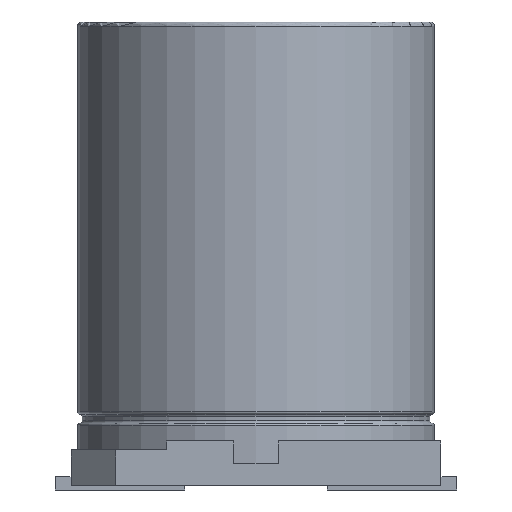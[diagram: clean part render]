
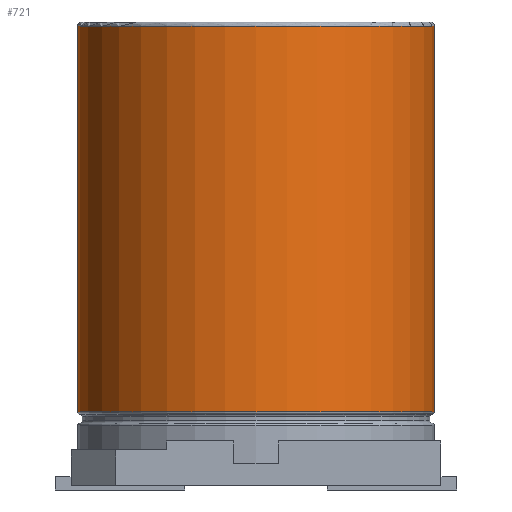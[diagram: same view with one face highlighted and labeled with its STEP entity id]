
A CAD part, front view. The second image highlights one B-rep face of the part: STEP entity #721.
In plain terms, the highlighted cylindrical face has radius 4 mm (diameter 8 mm), a partial arc.
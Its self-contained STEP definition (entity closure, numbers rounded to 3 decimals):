
#62 = EDGE_CURVE ( 'NONE', #76, #241, #1026, .T. ) ;
#70 = VERTEX_POINT ( 'NONE', #1031 ) ;
#72 = EDGE_CURVE ( 'NONE', #70, #182, #1039, .T. ) ;
#76 = VERTEX_POINT ( 'NONE', #1043 ) ;
#182 = VERTEX_POINT ( 'NONE', #1338 ) ;
#241 = VERTEX_POINT ( 'NONE', #1425 ) ;
#617 = ORIENTED_EDGE ( 'NONE', *, *, #72, .F. ) ;
#618 = ORIENTED_EDGE ( 'NONE', *, *, #716, .T. ) ;
#619 = ORIENTED_EDGE ( 'NONE', *, *, #62, .T. ) ;
#620 = ORIENTED_EDGE ( 'NONE', *, *, #621, .T. ) ;
#621 = EDGE_CURVE ( 'NONE', #241, #182, #2314, .T. ) ;
#716 = EDGE_CURVE ( 'NONE', #70, #76, #2602, .T. ) ;
#721 = ADVANCED_FACE ( 'NONE', ( #2558 ), #2583, .T. ) ;
#722 = EDGE_LOOP ( 'NONE', ( #617, #618, #619, #620 ) ) ;
#1019 = DIRECTION ( 'NONE',  ( 0., 0., -1. ) ) ;
#1020 = VECTOR ( 'NONE', #1019, 1000. ) ;
#1023 = DIRECTION ( 'NONE',  ( 0., 0., -1. ) ) ;
#1024 = VECTOR ( 'NONE', #1023, 1000. ) ;
#1025 = CARTESIAN_POINT ( 'NONE',  ( -4., 0., 32.314 ) ) ;
#1026 = LINE ( 'NONE', #1025, #1020 ) ;
#1031 = CARTESIAN_POINT ( 'NONE',  ( 4., 0., 10.4 ) ) ;
#1038 = CARTESIAN_POINT ( 'NONE',  ( 4., 0., 32.314 ) ) ;
#1039 = LINE ( 'NONE', #1038, #1024 ) ;
#1043 = CARTESIAN_POINT ( 'NONE',  ( -4., 0., 10.4 ) ) ;
#1338 = CARTESIAN_POINT ( 'NONE',  ( 4., 0., 1.75 ) ) ;
#1425 = CARTESIAN_POINT ( 'NONE',  ( -4., 0., 1.75 ) ) ;
#2314 = CIRCLE ( 'NONE', #2327, 4. ) ;
#2324 = DIRECTION ( 'NONE',  ( 1., 0., 0. ) ) ;
#2325 = DIRECTION ( 'NONE',  ( 0., 0., 1. ) ) ;
#2326 = CARTESIAN_POINT ( 'NONE',  ( 0., 0., 1.75 ) ) ;
#2327 = AXIS2_PLACEMENT_3D ( 'NONE', #2326, #2325, #2324 ) ;
#2558 = FACE_OUTER_BOUND ( 'NONE', #722, .T. ) ;
#2575 = DIRECTION ( 'NONE',  ( 1., 0., 0. ) ) ;
#2582 = AXIS2_PLACEMENT_3D ( 'NONE', #2609, #2606, #2575 ) ;
#2583 = CYLINDRICAL_SURFACE ( 'NONE', #2604, 4. ) ;
#2591 = DIRECTION ( 'NONE',  ( -1., 0., 0. ) ) ;
#2593 = DIRECTION ( 'NONE',  ( 0., 0., -1. ) ) ;
#2602 = CIRCLE ( 'NONE', #2582, 4. ) ;
#2603 = CARTESIAN_POINT ( 'NONE',  ( 0., 0., 32.314 ) ) ;
#2604 = AXIS2_PLACEMENT_3D ( 'NONE', #2603, #2593, #2591 ) ;
#2606 = DIRECTION ( 'NONE',  ( 0., 0., -1. ) ) ;
#2609 = CARTESIAN_POINT ( 'NONE',  ( 0., 0., 10.4 ) ) ;
